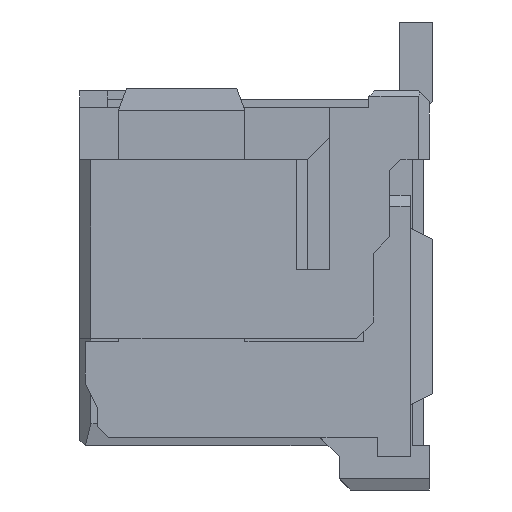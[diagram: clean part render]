
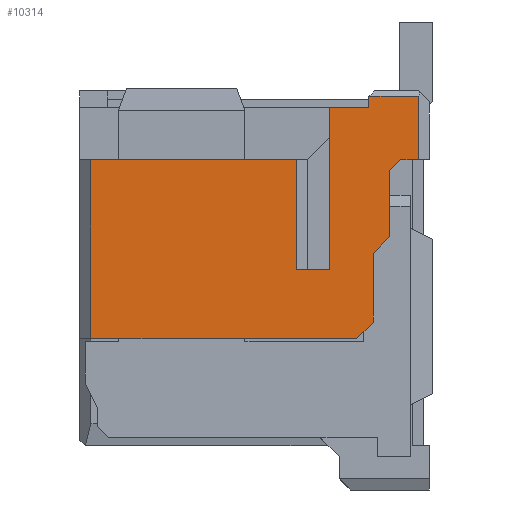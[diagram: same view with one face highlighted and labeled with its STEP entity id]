
A CAD part, left-side view. The second image highlights one B-rep face of the part: STEP entity #10314.
In plain terms, the highlighted planar face has unit normal (-1, 0, 0).
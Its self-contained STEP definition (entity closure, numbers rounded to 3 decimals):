
#753=DIRECTION('',(0.,0.,-1.));
#754=VECTOR('',#753,2.95);
#755=CARTESIAN_POINT('',(-9.65,-1.93,3.77));
#756=LINE('',#755,#754);
#761=DIRECTION('',(0.,0.,-1.));
#762=VECTOR('',#761,3.25);
#763=CARTESIAN_POINT('',(-9.65,2.4,2.82));
#764=LINE('',#763,#762);
#765=DIRECTION('',(0.,-1.,0.));
#766=VECTOR('',#765,3.73);
#767=CARTESIAN_POINT('',(-9.65,2.4,2.82));
#768=LINE('',#767,#766);
#769=DIRECTION('',(0.,0.,1.));
#770=VECTOR('',#769,2.);
#771=CARTESIAN_POINT('',(-9.65,-1.33,0.82));
#772=LINE('',#771,#770);
#773=DIRECTION('',(0.,1.,0.));
#774=VECTOR('',#773,0.6);
#775=CARTESIAN_POINT('',(-9.65,-1.93,0.82));
#776=LINE('',#775,#774);
#777=DIRECTION('',(0.,1.,0.));
#778=VECTOR('',#777,0.72);
#779=CARTESIAN_POINT('',(-9.65,-2.65,3.77));
#780=LINE('',#779,#778);
#781=DIRECTION('',(0.,0.,-1.));
#782=VECTOR('',#781,0.2);
#783=CARTESIAN_POINT('',(-9.65,-2.65,3.97));
#784=LINE('',#783,#782);
#785=DIRECTION('',(0.,1.,0.));
#786=VECTOR('',#785,0.9);
#787=CARTESIAN_POINT('',(-9.65,-3.55,3.97));
#788=LINE('',#787,#786);
#789=DIRECTION('',(0.,0.,1.));
#790=VECTOR('',#789,1.15);
#791=CARTESIAN_POINT('',(-9.65,-3.55,2.82));
#792=LINE('',#791,#790);
#793=DIRECTION('',(0.,1.,0.));
#794=VECTOR('',#793,0.32);
#795=CARTESIAN_POINT('',(-9.65,-3.55,2.82));
#796=LINE('',#795,#794);
#797=DIRECTION('',(0.,0.707,-0.707));
#798=VECTOR('',#797,0.283);
#799=CARTESIAN_POINT('',(-9.65,-3.23,2.82));
#800=LINE('',#799,#798);
#801=DIRECTION('',(0.,0.,-1.));
#802=VECTOR('',#801,1.2);
#803=CARTESIAN_POINT('',(-9.65,-3.03,2.62));
#804=LINE('',#803,#802);
#805=DIRECTION('',(0.,0.707,-0.707));
#806=VECTOR('',#805,0.424);
#807=CARTESIAN_POINT('',(-9.65,-3.03,1.42));
#808=LINE('',#807,#806);
#809=DIRECTION('',(0.,0.,-1.));
#810=VECTOR('',#809,1.25);
#811=CARTESIAN_POINT('',(-9.65,-2.73,1.12));
#812=LINE('',#811,#810);
#813=DIRECTION('',(0.,0.707,-0.707));
#814=VECTOR('',#813,0.424);
#815=CARTESIAN_POINT('',(-9.65,-2.73,-0.13));
#816=LINE('',#815,#814);
#817=DIRECTION('',(0.,-1.,0.));
#818=VECTOR('',#817,4.83);
#819=CARTESIAN_POINT('',(-9.65,2.4,-0.43));
#820=LINE('',#819,#818);
#7111=CARTESIAN_POINT('',(-9.65,-3.23,2.82));
#7112=CARTESIAN_POINT('',(-9.65,-3.03,2.62));
#7113=VERTEX_POINT('',#7111);
#7114=VERTEX_POINT('',#7112);
#7115=CARTESIAN_POINT('',(-9.65,-3.03,1.42));
#7116=VERTEX_POINT('',#7115);
#7117=CARTESIAN_POINT('',(-9.65,-2.73,1.12));
#7118=VERTEX_POINT('',#7117);
#7119=CARTESIAN_POINT('',(-9.65,-2.73,-0.13));
#7120=VERTEX_POINT('',#7119);
#7121=CARTESIAN_POINT('',(-9.65,-2.43,-0.43));
#7122=VERTEX_POINT('',#7121);
#7123=CARTESIAN_POINT('',(-9.65,-1.93,3.77));
#7125=VERTEX_POINT('',#7123);
#7131=CARTESIAN_POINT('',(-9.65,-2.65,3.77));
#7132=VERTEX_POINT('',#7131);
#7636=CARTESIAN_POINT('',(-9.65,-1.93,0.82));
#7637=CARTESIAN_POINT('',(-9.65,-1.33,0.82));
#7638=VERTEX_POINT('',#7636);
#7639=VERTEX_POINT('',#7637);
#7640=CARTESIAN_POINT('',(-9.65,-1.33,2.82));
#7641=VERTEX_POINT('',#7640);
#7712=CARTESIAN_POINT('',(-9.65,2.4,-0.43));
#7714=VERTEX_POINT('',#7712);
#7718=CARTESIAN_POINT('',(-9.65,2.4,2.82));
#7719=VERTEX_POINT('',#7718);
#7770=CARTESIAN_POINT('',(-9.65,-3.55,3.97));
#7771=CARTESIAN_POINT('',(-9.65,-2.65,3.97));
#7772=VERTEX_POINT('',#7770);
#7773=VERTEX_POINT('',#7771);
#7783=CARTESIAN_POINT('',(-9.65,-3.55,2.82));
#7785=VERTEX_POINT('',#7783);
#10277=CARTESIAN_POINT('',(-9.65,0.,0.445));
#10278=DIRECTION('',(-1.,0.,0.));
#10279=DIRECTION('',(0.,0.,1.));
#10280=AXIS2_PLACEMENT_3D('',#10277,#10278,#10279);
#10281=PLANE('',#10280);
#10283=ORIENTED_EDGE('',*,*,#10282,.F.);
#10284=ORIENTED_EDGE('',*,*,#10215,.T.);
#10286=ORIENTED_EDGE('',*,*,#10285,.F.);
#10288=ORIENTED_EDGE('',*,*,#10287,.F.);
#10289=ORIENTED_EDGE('',*,*,#10265,.F.);
#10291=ORIENTED_EDGE('',*,*,#10290,.F.);
#10293=ORIENTED_EDGE('',*,*,#10292,.F.);
#10295=ORIENTED_EDGE('',*,*,#10294,.F.);
#10297=ORIENTED_EDGE('',*,*,#10296,.F.);
#10299=ORIENTED_EDGE('',*,*,#10298,.T.);
#10301=ORIENTED_EDGE('',*,*,#10300,.T.);
#10303=ORIENTED_EDGE('',*,*,#10302,.T.);
#10305=ORIENTED_EDGE('',*,*,#10304,.T.);
#10307=ORIENTED_EDGE('',*,*,#10306,.T.);
#10309=ORIENTED_EDGE('',*,*,#10308,.T.);
#10311=ORIENTED_EDGE('',*,*,#10310,.F.);
#10312=EDGE_LOOP('',(#10283,#10284,#10286,#10288,#10289,#10291,#10293,#10295,
#10297,#10299,#10301,#10303,#10305,#10307,#10309,#10311));
#10313=FACE_OUTER_BOUND('',#10312,.F.);
#10314=ADVANCED_FACE('',(#10313),#10281,.T.);
#10215=EDGE_CURVE('',#7719,#7641,#768,.T.);
#10265=EDGE_CURVE('',#7125,#7638,#756,.T.);
#10282=EDGE_CURVE('',#7719,#7714,#764,.T.);
#10285=EDGE_CURVE('',#7639,#7641,#772,.T.);
#10287=EDGE_CURVE('',#7638,#7639,#776,.T.);
#10290=EDGE_CURVE('',#7132,#7125,#780,.T.);
#10292=EDGE_CURVE('',#7773,#7132,#784,.T.);
#10294=EDGE_CURVE('',#7772,#7773,#788,.T.);
#10296=EDGE_CURVE('',#7785,#7772,#792,.T.);
#10298=EDGE_CURVE('',#7785,#7113,#796,.T.);
#10300=EDGE_CURVE('',#7113,#7114,#800,.T.);
#10302=EDGE_CURVE('',#7114,#7116,#804,.T.);
#10304=EDGE_CURVE('',#7116,#7118,#808,.T.);
#10306=EDGE_CURVE('',#7118,#7120,#812,.T.);
#10308=EDGE_CURVE('',#7120,#7122,#816,.T.);
#10310=EDGE_CURVE('',#7714,#7122,#820,.T.);
